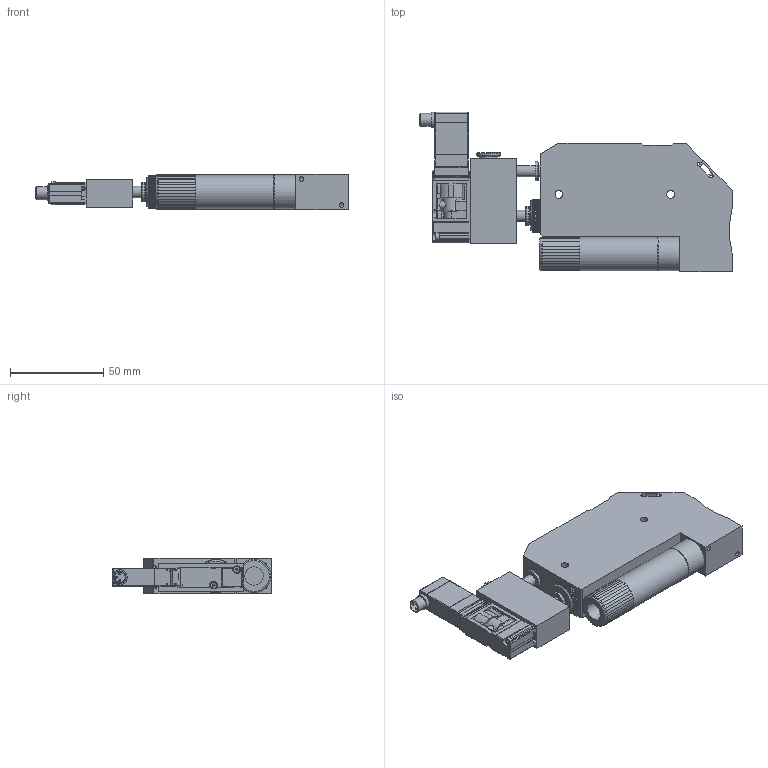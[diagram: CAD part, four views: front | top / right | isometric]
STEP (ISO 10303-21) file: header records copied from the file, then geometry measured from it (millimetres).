
FILE_DESCRIPTION(/* description */ (''),/* implementation_level */ '2;1');
FILE_NAME(/* name */ 'evnk1_evck_evnkkitt6m8s24c.stp',/* time_stamp */ '2021-11-17T11:08:37+01:00',/* author */ ('enginyeria'),/* organization */ (''),/* preprocessor_version */ 'ST-DEVELOPER v17.2',/* originating_system */ 'Autodesk Inventor 2019',/* authorisation */ '');
FILE_SCHEMA (('AUTOMOTIVE_DESIGN { 1 0 10303 214 3 1 1 }'));
Products named in the file (1): Pieza6
Bounding box: 167.65 x 85.6 x 19 mm (x, y, z)
Volume: 145106 mm3; surface area: 39076.4 mm2
Topology: 5 solids, 7 shells, 1192 faces, 3245 edges, 2109 vertices
Faces by surface type: plane 676, cylinder 371, bspline 53, cone 50, torus 36, sphere 6
Full cylindrical faces by diameter (mm): 1.2 x3, 2 x2, 2.5 x2, 3.8 x2, 4.2 x2, 5.5 x2, 5.6 x2, 5.75 x1, 6 x2, 6.3 x2, 6.5 x2, 6.8 x1, 8 x2, 8.5 x1, 10 x1, 10.313 x1, 10.5 x3, 11.445 x1, 11.5 x1, 12.5 x1, 16 x1, 18 x3
Entity records: 47183 total; most frequent: CARTESIAN_POINT 17489, ORIENTED_EDGE 6442, DIRECTION 5976, EDGE_CURVE 3221, VERTEX_POINT 2109, AXIS2_PLACEMENT_3D 2032, LINE 1912, VECTOR 1912
